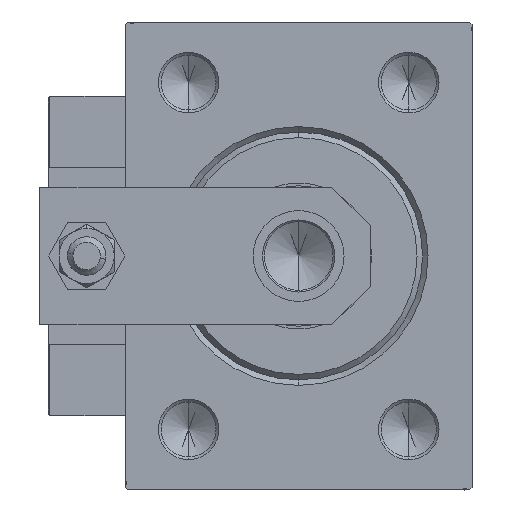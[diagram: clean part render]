
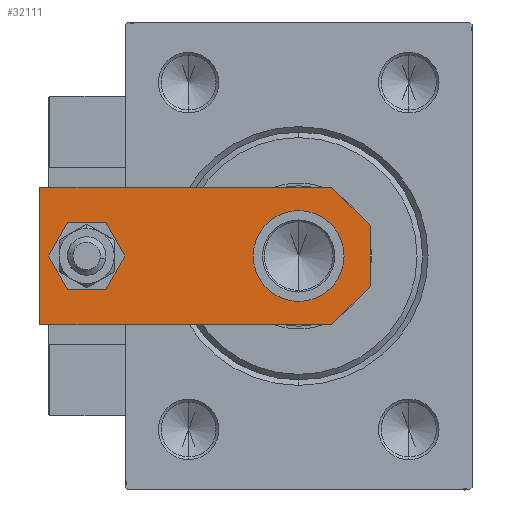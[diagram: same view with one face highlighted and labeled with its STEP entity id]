
A CAD part, left-side view. The second image highlights one B-rep face of the part: STEP entity #32111.
In plain terms, the highlighted face is planar.
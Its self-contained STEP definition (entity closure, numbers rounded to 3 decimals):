
#629 = ORIENTED_EDGE ( 'NONE', *, *, #51144, .F. ) ;
#686 = ORIENTED_EDGE ( 'NONE', *, *, #27530, .T. ) ;
#824 = AXIS2_PLACEMENT_3D ( 'NONE', #9497, #6093, #22060 ) ;
#1506 = CARTESIAN_POINT ( 'NONE',  ( 2.75, -2.75, 6. ) ) ;
#2836 = CARTESIAN_POINT ( 'NONE',  ( 12.5, 7., 6. ) ) ;
#5033 = ORIENTED_EDGE ( 'NONE', *, *, #32725, .T. ) ;
#5243 = DIRECTION ( 'NONE',  ( 1., 0., 0. ) ) ;
#6093 = DIRECTION ( 'NONE',  ( 0., 0., 1. ) ) ;
#8066 = CARTESIAN_POINT ( 'NONE',  ( -2.75, -2.75, 6. ) ) ;
#8270 = CARTESIAN_POINT ( 'NONE',  ( -4., 51.5, 6. ) ) ;
#8560 = VECTOR ( 'NONE', #9091, 1000. ) ;
#8624 = ORIENTED_EDGE ( 'NONE', *, *, #33758, .F. ) ;
#8648 = VERTEX_POINT ( 'NONE', #2836 ) ;
#9091 = DIRECTION ( 'NONE',  ( 0.707, 0.707, 0. ) ) ;
#9160 = CARTESIAN_POINT ( 'NONE',  ( 0., 13., 6. ) ) ;
#9260 = EDGE_LOOP ( 'NONE', ( #15779, #33447 ) ) ;
#9458 = CARTESIAN_POINT ( 'NONE',  ( -12.5, 0., 6. ) ) ;
#9497 = CARTESIAN_POINT ( 'NONE',  ( 0., 51.5, 6. ) ) ;
#9751 = VERTEX_POINT ( 'NONE', #17694 ) ;
#10167 = VECTOR ( 'NONE', #16293, 1000. ) ;
#10366 = CARTESIAN_POINT ( 'NONE',  ( -12.5, 60., 6. ) ) ;
#10524 = EDGE_CURVE ( 'NONE', #21756, #31160, #13903, .T. ) ;
#10914 = VECTOR ( 'NONE', #26348, 1000. ) ;
#11035 = VERTEX_POINT ( 'NONE', #46251 ) ;
#11265 = DIRECTION ( 'NONE',  ( 1., 0., 0. ) ) ;
#12398 = CIRCLE ( 'NONE', #824, 4. ) ;
#13515 = CARTESIAN_POINT ( 'NONE',  ( -5.5, 0., 6. ) ) ;
#13903 = LINE ( 'NONE', #9458, #37242 ) ;
#13918 = CARTESIAN_POINT ( 'NONE',  ( 0., 51.5, 6. ) ) ;
#15452 = DIRECTION ( 'NONE',  ( 0., 0., 1. ) ) ;
#15779 = ORIENTED_EDGE ( 'NONE', *, *, #40571, .F. ) ;
#16293 = DIRECTION ( 'NONE',  ( 0., 1., 0. ) ) ;
#17230 = EDGE_LOOP ( 'NONE', ( #5033, #49277, #40576, #18698, #25244, #686 ) ) ;
#17554 = AXIS2_PLACEMENT_3D ( 'NONE', #30917, #26981, #11265 ) ;
#17694 = CARTESIAN_POINT ( 'NONE',  ( -8.25, 13., 6. ) ) ;
#18610 = FACE_OUTER_BOUND ( 'NONE', #17230, .T. ) ;
#18698 = ORIENTED_EDGE ( 'NONE', *, *, #36206, .T. ) ;
#19715 = CARTESIAN_POINT ( 'NONE',  ( 4., 51.5, 6. ) ) ;
#21756 = VERTEX_POINT ( 'NONE', #13515 ) ;
#22060 = DIRECTION ( 'NONE',  ( 1., 0., 0. ) ) ;
#22543 = VECTOR ( 'NONE', #48107, 1000. ) ;
#23595 = CARTESIAN_POINT ( 'NONE',  ( 8.25, 13., 6. ) ) ;
#25244 = ORIENTED_EDGE ( 'NONE', *, *, #34352, .T. ) ;
#25450 = EDGE_CURVE ( 'NONE', #47394, #21756, #39991, .T. ) ;
#26155 = CIRCLE ( 'NONE', #41184, 8.25 ) ;
#26297 = EDGE_CURVE ( 'NONE', #33069, #37113, #32561, .T. ) ;
#26348 = DIRECTION ( 'NONE',  ( 0., -1., 0. ) ) ;
#26495 = DIRECTION ( 'NONE',  ( 0., 0., 1. ) ) ;
#26836 = AXIS2_PLACEMENT_3D ( 'NONE', #35870, #15452, #39531 ) ;
#26981 = DIRECTION ( 'NONE',  ( 0., 0., 1. ) ) ;
#27530 = EDGE_CURVE ( 'NONE', #34145, #11035, #40010, .T. ) ;
#27556 = AXIS2_PLACEMENT_3D ( 'NONE', #13918, #26495, #42693 ) ;
#28303 = CARTESIAN_POINT ( 'NONE',  ( -12.5, 7., 6. ) ) ;
#28743 = LINE ( 'NONE', #1506, #8560 ) ;
#29163 = VECTOR ( 'NONE', #32661, 1000. ) ;
#29324 = DIRECTION ( 'NONE',  ( 0., 0., 1. ) ) ;
#29625 = DIRECTION ( 'NONE',  ( 1., 0., 0. ) ) ;
#30917 = CARTESIAN_POINT ( 'NONE',  ( 0., 0., 6. ) ) ;
#31160 = VERTEX_POINT ( 'NONE', #34833 ) ;
#32111 = ADVANCED_FACE ( 'NONE', ( #46338, #18610, #42422 ), #51307, .T. ) ;
#32561 = CIRCLE ( 'NONE', #27556, 4. ) ;
#32661 = DIRECTION ( 'NONE',  ( 0.707, -0.707, 0. ) ) ;
#32725 = EDGE_CURVE ( 'NONE', #11035, #47394, #50137, .T. ) ;
#33069 = VERTEX_POINT ( 'NONE', #19715 ) ;
#33447 = ORIENTED_EDGE ( 'NONE', *, *, #26297, .F. ) ;
#33758 = EDGE_CURVE ( 'NONE', #9751, #51106, #50241, .T. ) ;
#34145 = VERTEX_POINT ( 'NONE', #37522 ) ;
#34352 = EDGE_CURVE ( 'NONE', #8648, #34145, #36197, .T. ) ;
#34833 = CARTESIAN_POINT ( 'NONE',  ( 5.5, 0., 6. ) ) ;
#35870 = CARTESIAN_POINT ( 'NONE',  ( 0., 13., 6. ) ) ;
#36197 = LINE ( 'NONE', #40616, #10167 ) ;
#36206 = EDGE_CURVE ( 'NONE', #31160, #8648, #28743, .T. ) ;
#37113 = VERTEX_POINT ( 'NONE', #8270 ) ;
#37242 = VECTOR ( 'NONE', #29625, 1000. ) ;
#37522 = CARTESIAN_POINT ( 'NONE',  ( 12.5, 60., 6. ) ) ;
#39531 = DIRECTION ( 'NONE',  ( 1., 0., 0. ) ) ;
#39991 = LINE ( 'NONE', #8066, #29163 ) ;
#40010 = LINE ( 'NONE', #47585, #22543 ) ;
#40571 = EDGE_CURVE ( 'NONE', #37113, #33069, #12398, .T. ) ;
#40576 = ORIENTED_EDGE ( 'NONE', *, *, #10524, .T. ) ;
#40616 = CARTESIAN_POINT ( 'NONE',  ( 12.5, 0., 6. ) ) ;
#41184 = AXIS2_PLACEMENT_3D ( 'NONE', #9160, #29324, #5243 ) ;
#41461 = EDGE_LOOP ( 'NONE', ( #8624, #629 ) ) ;
#42422 = FACE_BOUND ( 'NONE', #41461, .T. ) ;
#42693 = DIRECTION ( 'NONE',  ( 1., 0., 0. ) ) ;
#46251 = CARTESIAN_POINT ( 'NONE',  ( -12.5, 60., 6. ) ) ;
#46338 = FACE_BOUND ( 'NONE', #9260, .T. ) ;
#47394 = VERTEX_POINT ( 'NONE', #28303 ) ;
#47585 = CARTESIAN_POINT ( 'NONE',  ( 12.5, 60., 6. ) ) ;
#48107 = DIRECTION ( 'NONE',  ( -1., 0., 0. ) ) ;
#49277 = ORIENTED_EDGE ( 'NONE', *, *, #25450, .T. ) ;
#50137 = LINE ( 'NONE', #10366, #10914 ) ;
#50241 = CIRCLE ( 'NONE', #26836, 8.25 ) ;
#51106 = VERTEX_POINT ( 'NONE', #23595 ) ;
#51144 = EDGE_CURVE ( 'NONE', #51106, #9751, #26155, .T. ) ;
#51307 = PLANE ( 'NONE',  #17554 ) ;
